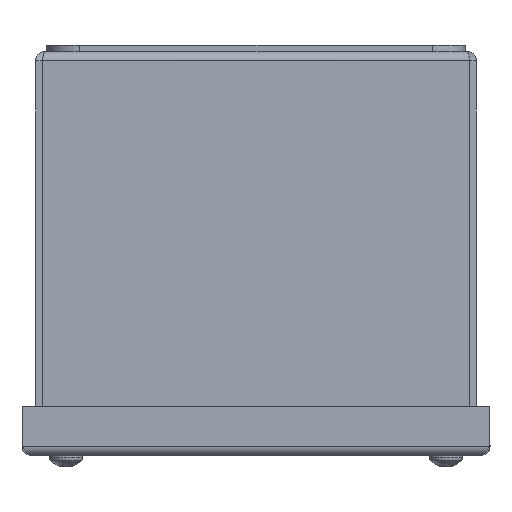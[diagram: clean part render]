
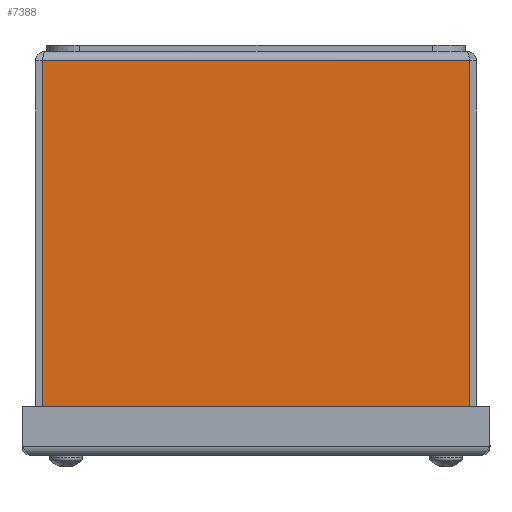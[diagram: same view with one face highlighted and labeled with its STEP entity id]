
A CAD part, left-side view. The second image highlights one B-rep face of the part: STEP entity #7388.
In plain terms, the highlighted face is planar.
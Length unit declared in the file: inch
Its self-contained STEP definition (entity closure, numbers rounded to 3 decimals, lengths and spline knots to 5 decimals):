
#469=LINE('',#10904,#1170);
#477=LINE('',#10925,#1178);
#478=LINE('',#10927,#1179);
#479=LINE('',#10928,#1180);
#1170=VECTOR('',#8803,4.85059);
#1178=VECTOR('',#8831,4.0395);
#1179=VECTOR('',#8832,4.85059);
#1180=VECTOR('',#8833,4.0395);
#1755=PLANE('',#7845);
#2121=FACE_OUTER_BOUND('',#2554,.T.);
#2554=EDGE_LOOP('',(#5289,#5290,#5291,#5292));
#3322=VERTEX_POINT('',#10901);
#3323=VERTEX_POINT('',#10903);
#3326=VERTEX_POINT('',#10924);
#3327=VERTEX_POINT('',#10926);
#4054=EDGE_CURVE('',#3323,#3322,#469,.T.);
#4065=EDGE_CURVE('',#3326,#3322,#477,.T.);
#4066=EDGE_CURVE('',#3326,#3327,#478,.T.);
#4067=EDGE_CURVE('',#3323,#3327,#479,.T.);
#5289=ORIENTED_EDGE('',*,*,#4054,.T.);
#5290=ORIENTED_EDGE('',*,*,#4065,.F.);
#5291=ORIENTED_EDGE('',*,*,#4066,.T.);
#5292=ORIENTED_EDGE('',*,*,#4067,.F.);
#7388=ADVANCED_FACE('',(#2121),#1755,.F.);
#7845=AXIS2_PLACEMENT_3D('',#10923,#8829,#8830);
#8803=DIRECTION('',(-1.,0.,0.));
#8829=DIRECTION('center_axis',(0.,1.,0.));
#8830=DIRECTION('ref_axis',(1.,0.,0.));
#8831=DIRECTION('',(0.,0.,1.));
#8832=DIRECTION('',(1.,0.,0.));
#8833=DIRECTION('',(0.,0.,-1.));
#10901=CARTESIAN_POINT('',(0.07471,0.,4.14475));
#10903=CARTESIAN_POINT('',(4.92529,0.,4.14475));
#10904=CARTESIAN_POINT('',(3.71265,0.,4.14475));
#10923=CARTESIAN_POINT('Origin',(2.5,0.,2.09656));
#10924=CARTESIAN_POINT('',(0.07471,0.,0.10525));
#10925=CARTESIAN_POINT('',(0.07471,0.,0.10525));
#10926=CARTESIAN_POINT('',(4.92529,0.,0.10525));
#10927=CARTESIAN_POINT('',(2.5,0.,0.10525));
#10928=CARTESIAN_POINT('',(4.92529,0.,0.10525));
